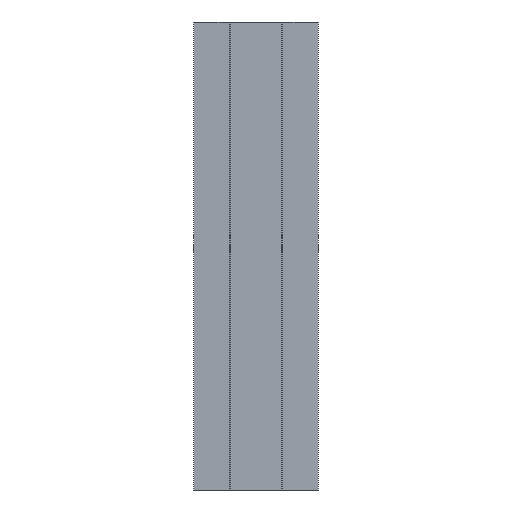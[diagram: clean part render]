
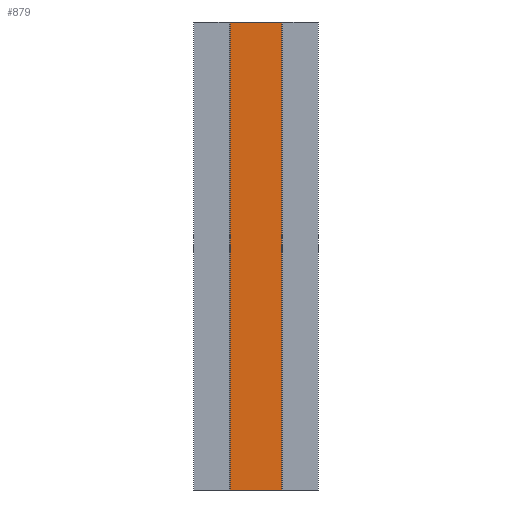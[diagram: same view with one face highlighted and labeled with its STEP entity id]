
A CAD part, front view. The second image highlights one B-rep face of the part: STEP entity #879.
In plain terms, the highlighted planar face has unit normal (0, -1, 0).
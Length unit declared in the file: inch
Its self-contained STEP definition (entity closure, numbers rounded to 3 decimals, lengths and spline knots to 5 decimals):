
#49 = EDGE_LOOP ( 'NONE', ( #935, #529, #914, #343 ) ) ;
#93 = DIRECTION ( 'NONE',  ( 0., 0., -1. ) ) ;
#95 = CARTESIAN_POINT ( 'NONE',  ( 0.41, 0., 0. ) ) ;
#160 = LINE ( 'NONE', #339, #366 ) ;
#210 = CARTESIAN_POINT ( 'NONE',  ( -0.41, 0., 0. ) ) ;
#245 = VECTOR ( 'NONE', #358, 39.37008 ) ;
#270 = CARTESIAN_POINT ( 'NONE',  ( 0.41, 0., 7.5 ) ) ;
#285 = PLANE ( 'NONE',  #393 ) ;
#312 = EDGE_CURVE ( 'NONE', #930, #347, #922, .T. ) ;
#339 = CARTESIAN_POINT ( 'NONE',  ( 0.41, 0., 7.5 ) ) ;
#343 = ORIENTED_EDGE ( 'NONE', *, *, #683, .T. ) ;
#346 = EDGE_CURVE ( 'NONE', #525, #347, #474, .T. ) ;
#347 = VERTEX_POINT ( 'NONE', #1000 ) ;
#358 = DIRECTION ( 'NONE',  ( 1., 0., 0. ) ) ;
#366 = VECTOR ( 'NONE', #581, 39.37008 ) ;
#384 = DIRECTION ( 'NONE',  ( 0., 0., -1. ) ) ;
#393 = AXIS2_PLACEMENT_3D ( 'NONE', #534, #455, #696 ) ;
#421 = EDGE_CURVE ( 'NONE', #812, #525, #160, .T. ) ;
#455 = DIRECTION ( 'NONE',  ( 0., 1., 0. ) ) ;
#474 = LINE ( 'NONE', #270, #871 ) ;
#525 = VERTEX_POINT ( 'NONE', #976 ) ;
#529 = ORIENTED_EDGE ( 'NONE', *, *, #346, .F. ) ;
#532 = FACE_OUTER_BOUND ( 'NONE', #49, .T. ) ;
#534 = CARTESIAN_POINT ( 'NONE',  ( 0.41, 0., 7.5 ) ) ;
#544 = LINE ( 'NONE', #639, #946 ) ;
#581 = DIRECTION ( 'NONE',  ( 1., 0., 0. ) ) ;
#639 = CARTESIAN_POINT ( 'NONE',  ( -0.41, 0., 7.5 ) ) ;
#683 = EDGE_CURVE ( 'NONE', #812, #930, #544, .T. ) ;
#696 = DIRECTION ( 'NONE',  ( 0., 0., 1. ) ) ;
#724 = CARTESIAN_POINT ( 'NONE',  ( -0.41, 0., 7.5 ) ) ;
#812 = VERTEX_POINT ( 'NONE', #724 ) ;
#871 = VECTOR ( 'NONE', #93, 39.37008 ) ;
#879 = ADVANCED_FACE ( 'NONE', ( #532 ), #285, .F. ) ;
#914 = ORIENTED_EDGE ( 'NONE', *, *, #421, .F. ) ;
#922 = LINE ( 'NONE', #95, #245 ) ;
#930 = VERTEX_POINT ( 'NONE', #210 ) ;
#935 = ORIENTED_EDGE ( 'NONE', *, *, #312, .T. ) ;
#946 = VECTOR ( 'NONE', #384, 39.37008 ) ;
#976 = CARTESIAN_POINT ( 'NONE',  ( 0.41, 0., 7.5 ) ) ;
#1000 = CARTESIAN_POINT ( 'NONE',  ( 0.41, 0., 0. ) ) ;
